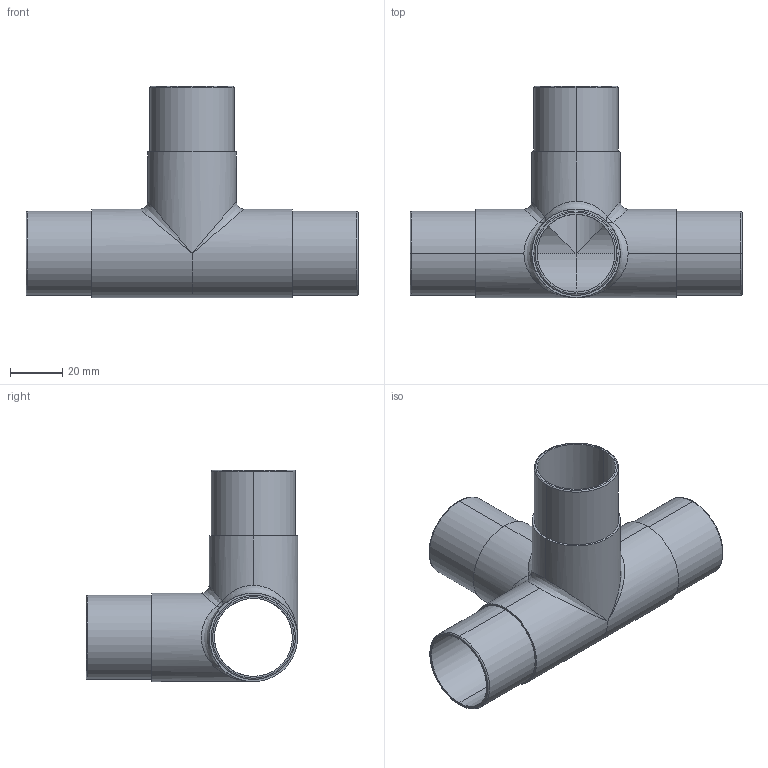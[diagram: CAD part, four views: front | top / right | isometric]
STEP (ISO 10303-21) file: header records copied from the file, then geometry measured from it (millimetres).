
FILE_DESCRIPTION (( 'STEP AP203' ), '1' );
FILE_NAME ('3D_GR1124_33.7x2_188702000.STEP', '2024-10-09T07:15:18', ( '' ), ( '' ), 'SwSTEP 2.0', 'SolidWorks 2024', '' );
FILE_SCHEMA (( 'CONFIG_CONTROL_DESIGN' ));
Length unit declared in the file: millimetre
Products named in the file (1): 3D_GR1124_33.7x2_188702000
Bounding box: 126.5 x 80.5 x 80.5 mm (x, y, z)
Volume: 34158.5 mm3; surface area: 42326.4 mm2
Topology: 1 solids, 1 shells, 47 faces, 107 edges, 60 vertices
Faces by surface type: cylinder 24, torus 8, plane 8, bspline 5, sphere 2
Entity records: 1763 total; most frequent: CARTESIAN_POINT 689, DIRECTION 222, ORIENTED_EDGE 206, EDGE_CURVE 103, AXIS2_PLACEMENT_3D 99, VERTEX_POINT 60, CIRCLE 56, EDGE_LOOP 55
